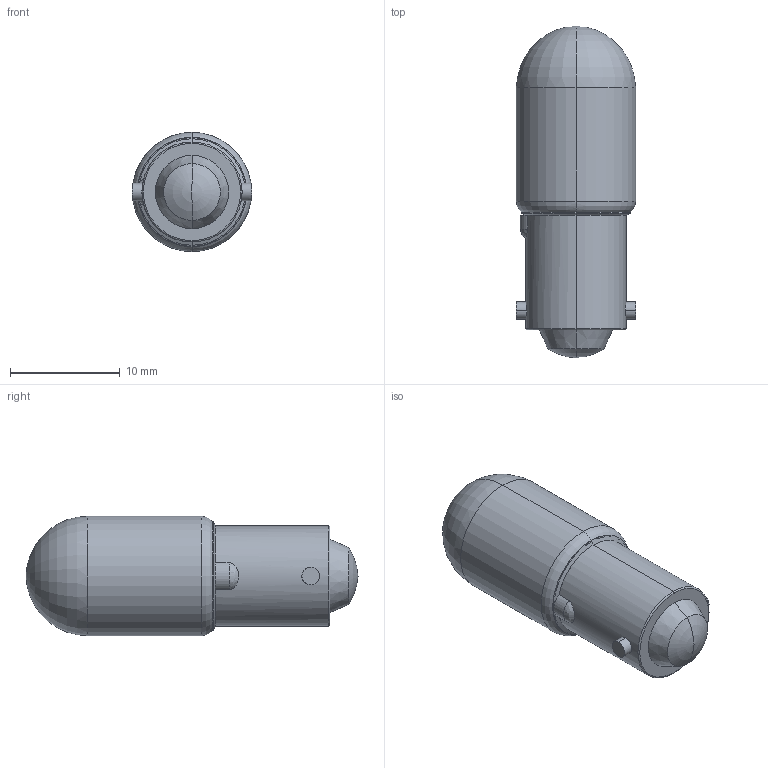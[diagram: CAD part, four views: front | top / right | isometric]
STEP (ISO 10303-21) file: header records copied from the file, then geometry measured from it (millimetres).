
FILE_DESCRIPTION (( 'STEP AP203' ), '1' );
FILE_NAME ('1847.STEP', '2019-05-31T22:08:53', ( '' ), ( '' ), 'SwSTEP 2.0', 'SolidWorks 2018', '' );
FILE_SCHEMA (( 'CONFIG_CONTROL_DESIGN' ));
Length unit declared in the file: inch
Products named in the file (1): 1847
Bounding box: 10.87 x 30.23 x 10.87 mm (x, y, z)
Volume: 760.3 mm3; surface area: 1720.4 mm2
Topology: 1 solids, 3 shells, 79 faces, 187 edges, 109 vertices
Faces by surface type: bspline 32, cylinder 15, torus 14, cone 10, plane 8
Entity records: 62171 total; most frequent: CARTESIAN_POINT 60449, ORIENTED_EDGE 362, DIRECTION 304, EDGE_CURVE 181, AXIS2_PLACEMENT_3D 135, VERTEX_POINT 109, EDGE_LOOP 94, CIRCLE 87
